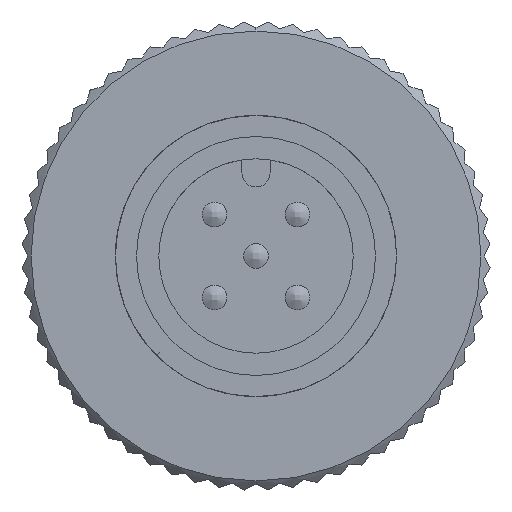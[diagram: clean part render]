
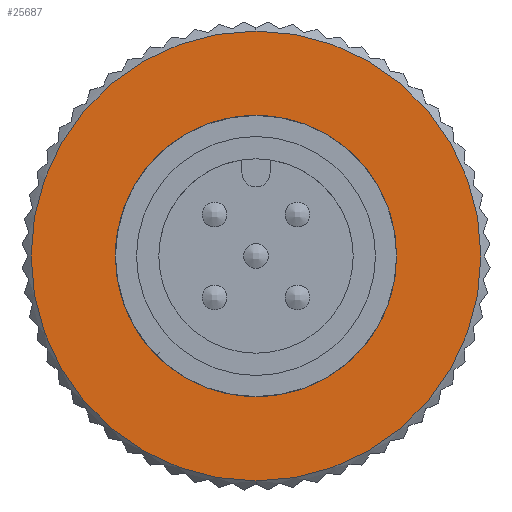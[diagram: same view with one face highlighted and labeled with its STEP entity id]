
A CAD part, left-side view. The second image highlights one B-rep face of the part: STEP entity #25687.
In plain terms, the highlighted planar face has unit normal (-1, 0, 0).
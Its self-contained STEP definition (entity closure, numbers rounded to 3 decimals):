
#303 = DIRECTION ( 'NONE',  ( 0., 1., 0. ) ) ;
#1631 = ORIENTED_EDGE ( 'NONE', *, *, #21614, .F. ) ;
#2138 = AXIS2_PLACEMENT_3D ( 'NONE', #23191, #6318, #303 ) ;
#3203 = EDGE_CURVE ( 'NONE', #6794, #13634, #5374, .T. ) ;
#3286 = ORIENTED_EDGE ( 'NONE', *, *, #16639, .F. ) ;
#4512 = DIRECTION ( 'NONE',  ( 0., -1., 0. ) ) ;
#4542 = DIRECTION ( 'NONE',  ( -1., 0., 0. ) ) ;
#4545 = CARTESIAN_POINT ( 'NONE',  ( 2.3, 0., 0. ) ) ;
#4550 = ORIENTED_EDGE ( 'NONE', *, *, #23363, .F. ) ;
#4855 = AXIS2_PLACEMENT_3D ( 'NONE', #18329, #5723, #20419 ) ;
#5374 = CIRCLE ( 'NONE', #10569, 5.3 ) ;
#5579 = DIRECTION ( 'NONE',  ( -1., 0., 0. ) ) ;
#5654 = AXIS2_PLACEMENT_3D ( 'NONE', #18191, #5579, #20266 ) ;
#5723 = DIRECTION ( 'NONE',  ( 1., 0., 0. ) ) ;
#6318 = DIRECTION ( 'NONE',  ( 1., 0., 0. ) ) ;
#6441 = CARTESIAN_POINT ( 'NONE',  ( 2.3, 0., 9.6 ) ) ;
#6794 = VERTEX_POINT ( 'NONE', #7818 ) ;
#7818 = CARTESIAN_POINT ( 'NONE',  ( 2.3, 5.3, 0. ) ) ;
#8219 = AXIS2_PLACEMENT_3D ( 'NONE', #22622, #10008, #24763 ) ;
#8655 = CARTESIAN_POINT ( 'NONE',  ( 2.3, -5.3, 0. ) ) ;
#9246 = ORIENTED_EDGE ( 'NONE', *, *, #3203, .F. ) ;
#10008 = DIRECTION ( 'NONE',  ( 1., 0., 0. ) ) ;
#10569 = AXIS2_PLACEMENT_3D ( 'NONE', #4545, #4542, #4512 ) ;
#11785 = FACE_BOUND ( 'NONE', #26608, .T. ) ;
#12670 = PLANE ( 'NONE',  #2138 ) ;
#13634 = VERTEX_POINT ( 'NONE', #8655 ) ;
#14687 = CIRCLE ( 'NONE', #5654, 5.3 ) ;
#15061 = VERTEX_POINT ( 'NONE', #20162 ) ;
#15335 = CIRCLE ( 'NONE', #4855, 9.6 ) ;
#16639 = EDGE_CURVE ( 'NONE', #17251, #15061, #25143, .T. ) ;
#17251 = VERTEX_POINT ( 'NONE', #6441 ) ;
#18191 = CARTESIAN_POINT ( 'NONE',  ( 2.3, 0., 0. ) ) ;
#18329 = CARTESIAN_POINT ( 'NONE',  ( 2.3, 0., 0. ) ) ;
#20162 = CARTESIAN_POINT ( 'NONE',  ( 2.3, 0., -9.6 ) ) ;
#20266 = DIRECTION ( 'NONE',  ( 0., -1., 0. ) ) ;
#20419 = DIRECTION ( 'NONE',  ( 0., 0., -1. ) ) ;
#20644 = FACE_OUTER_BOUND ( 'NONE', #21258, .T. ) ;
#21258 = EDGE_LOOP ( 'NONE', ( #4550, #3286 ) ) ;
#21614 = EDGE_CURVE ( 'NONE', #13634, #6794, #14687, .T. ) ;
#22622 = CARTESIAN_POINT ( 'NONE',  ( 2.3, 0., 0. ) ) ;
#23191 = CARTESIAN_POINT ( 'NONE',  ( 2.3, 9.6, 0. ) ) ;
#23363 = EDGE_CURVE ( 'NONE', #15061, #17251, #15335, .T. ) ;
#24763 = DIRECTION ( 'NONE',  ( 0., 0., -1. ) ) ;
#25143 = CIRCLE ( 'NONE', #8219, 9.6 ) ;
#25687 = ADVANCED_FACE ( 'NONE', ( #20644, #11785 ), #12670, .F. ) ;
#26608 = EDGE_LOOP ( 'NONE', ( #1631, #9246 ) ) ;
